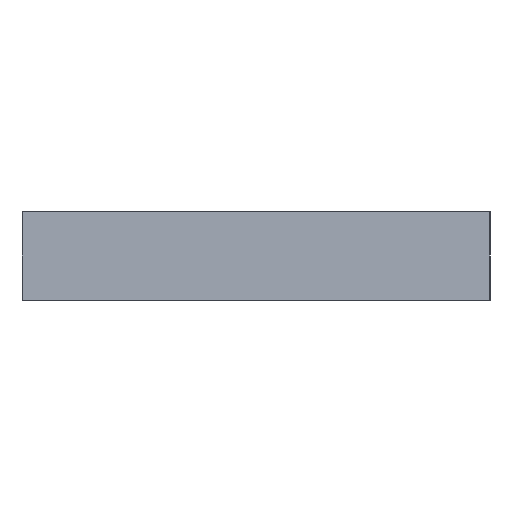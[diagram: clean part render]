
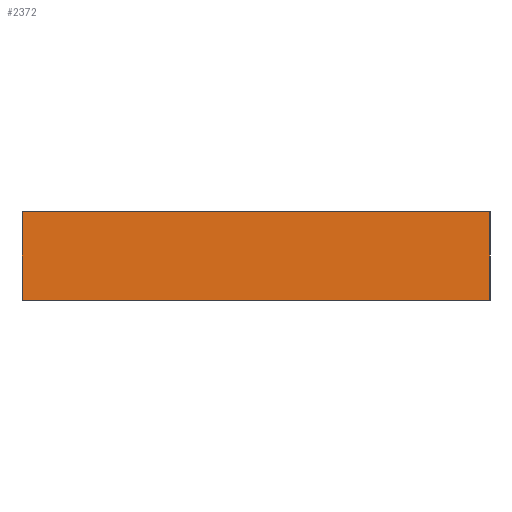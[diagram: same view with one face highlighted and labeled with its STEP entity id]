
A CAD part, left-side view. The second image highlights one B-rep face of the part: STEP entity #2372.
In plain terms, the highlighted planar face has unit normal (-0.999, 0, 0.052).
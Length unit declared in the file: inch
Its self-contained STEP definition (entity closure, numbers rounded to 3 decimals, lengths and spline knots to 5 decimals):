
#2230 = VERTEX_POINT ( 'NONE', #5420 ) ;
#2236 = VERTEX_POINT ( 'NONE', #5418 ) ;
#2269 = EDGE_CURVE ( 'NONE', #2230, #2236, #5483, .T. ) ;
#2372 = ADVANCED_FACE ( 'NONE', ( #8960 ), #5645, .T. ) ;
#2373 = ORIENTED_EDGE ( 'NONE', *, *, #2515, .F. ) ;
#2374 = ORIENTED_EDGE ( 'NONE', *, *, #2499, .F. ) ;
#2445 = VERTEX_POINT ( 'NONE', #5763 ) ;
#2499 = EDGE_CURVE ( 'NONE', #2445, #2517, #5841, .T. ) ;
#2515 = EDGE_CURVE ( 'NONE', #2230, #2445, #5879, .T. ) ;
#2516 = EDGE_CURVE ( 'NONE', #2236, #2517, #5928, .T. ) ;
#2517 = VERTEX_POINT ( 'NONE', #5926 ) ;
#2519 = ORIENTED_EDGE ( 'NONE', *, *, #2516, .T. ) ;
#2520 = ORIENTED_EDGE ( 'NONE', *, *, #2269, .T. ) ;
#2528 = EDGE_LOOP ( 'NONE', ( #2374, #2373, #2520, #2519 ) ) ;
#5418 = CARTESIAN_POINT ( 'NONE',  ( -3.30803, -3.622, 0.684 ) ) ;
#5420 = CARTESIAN_POINT ( 'NONE',  ( -3.34388, -3.622, 0. ) ) ;
#5480 = DIRECTION ( 'NONE',  ( 0.052, 0., 0.999 ) ) ;
#5481 = VECTOR ( 'NONE', #5480, 39.37008 ) ;
#5482 = CARTESIAN_POINT ( 'NONE',  ( -3.34388, -3.622, 0. ) ) ;
#5483 = LINE ( 'NONE', #5482, #5481 ) ;
#5641 = DIRECTION ( 'NONE',  ( 0.052, 0., 0.999 ) ) ;
#5642 = DIRECTION ( 'NONE',  ( -0.999, 0., 0.052 ) ) ;
#5643 = CARTESIAN_POINT ( 'NONE',  ( -3.34388, -3.622, 0. ) ) ;
#5644 = AXIS2_PLACEMENT_3D ( 'NONE', #5643, #5642, #5641 ) ;
#5645 = PLANE ( 'NONE',  #5644 ) ;
#5763 = CARTESIAN_POINT ( 'NONE',  ( -3.34388, 0., 0. ) ) ;
#5838 = DIRECTION ( 'NONE',  ( 0.052, 0., 0.999 ) ) ;
#5839 = VECTOR ( 'NONE', #5838, 39.37008 ) ;
#5840 = CARTESIAN_POINT ( 'NONE',  ( -3.34388, 0., 0. ) ) ;
#5841 = LINE ( 'NONE', #5840, #5839 ) ;
#5878 = CARTESIAN_POINT ( 'NONE',  ( -3.34388, -3.622, 0. ) ) ;
#5879 = LINE ( 'NONE', #5878, #5930 ) ;
#5924 = DIRECTION ( 'NONE',  ( 0., 1., 0. ) ) ;
#5925 = VECTOR ( 'NONE', #5924, 39.37008 ) ;
#5926 = CARTESIAN_POINT ( 'NONE',  ( -3.30803, 0., 0.684 ) ) ;
#5927 = CARTESIAN_POINT ( 'NONE',  ( -3.30803, -3.622, 0.684 ) ) ;
#5928 = LINE ( 'NONE', #5927, #5925 ) ;
#5929 = DIRECTION ( 'NONE',  ( 0., 1., 0. ) ) ;
#5930 = VECTOR ( 'NONE', #5929, 39.37008 ) ;
#8960 = FACE_OUTER_BOUND ( 'NONE', #2528, .T. ) ;
